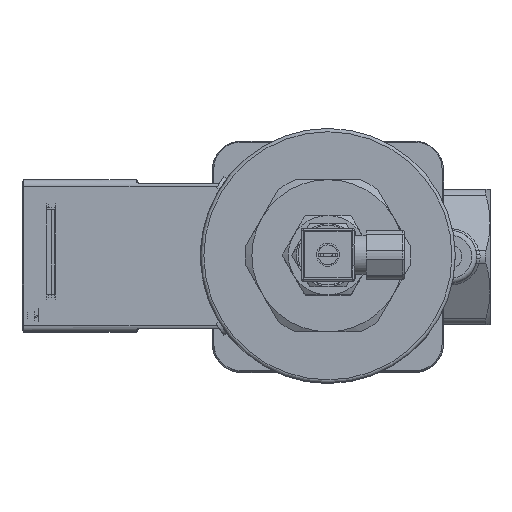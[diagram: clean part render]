
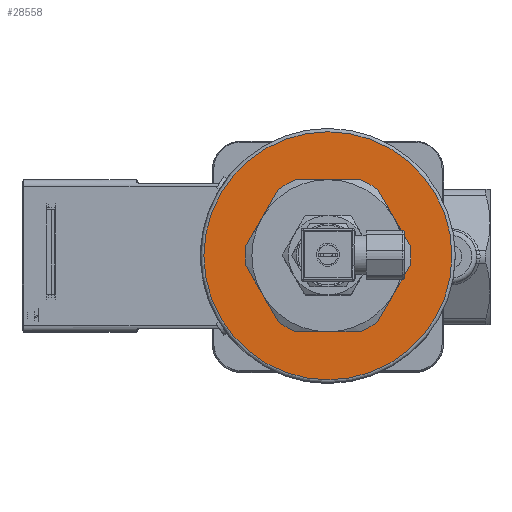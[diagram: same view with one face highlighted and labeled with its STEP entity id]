
A CAD part, top view. The second image highlights one B-rep face of the part: STEP entity #28558.
In plain terms, the highlighted planar face has unit normal (0, 0, 1).
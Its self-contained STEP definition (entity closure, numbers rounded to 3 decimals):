
#5501=FACE_BOUND('',#8734,.T.);
#6812=FACE_OUTER_BOUND('',#8733,.T.);
#8733=EDGE_LOOP('',(#21936));
#8734=EDGE_LOOP('',(#21937));
#10299=CIRCLE('',#30971,22.);
#10319=CIRCLE('',#31024,37.5);
#12280=VERTEX_POINT('',#49026);
#12312=VERTEX_POINT('',#49189);
#15620=EDGE_CURVE('',#12280,#12280,#10299,.T.);
#15670=EDGE_CURVE('',#12312,#12312,#10319,.T.);
#21936=ORIENTED_EDGE('',*,*,#15670,.F.);
#21937=ORIENTED_EDGE('',*,*,#15620,.T.);
#25551=PLANE('',#31028);
#28558=ADVANCED_FACE('',(#6812,#5501),#25551,.T.);
#30971=AXIS2_PLACEMENT_3D('',#49027,#36664,#36665);
#31024=AXIS2_PLACEMENT_3D('',#49190,#36776,#36777);
#31028=AXIS2_PLACEMENT_3D('',#49195,#36784,#36785);
#36664=DIRECTION('center_axis',(0.,0.,
-1.));
#36665=DIRECTION('ref_axis',(0.5,0.866,0.));
#36776=DIRECTION('center_axis',(0.,0.,
-1.));
#36777=DIRECTION('ref_axis',(0.,-1.,0.));
#36784=DIRECTION('center_axis',(0.,0.,
1.));
#36785=DIRECTION('ref_axis',(0.,-1.,0.));
#49026=CARTESIAN_POINT('',(10.,19.053,202.251));
#49027=CARTESIAN_POINT('Origin',(-1.,0.,
202.251));
#49189=CARTESIAN_POINT('',(-1.,37.5,202.251));
#49190=CARTESIAN_POINT('Origin',(-1.,0.,
202.251));
#49195=CARTESIAN_POINT('Origin',(-1.,0.,
202.251));
